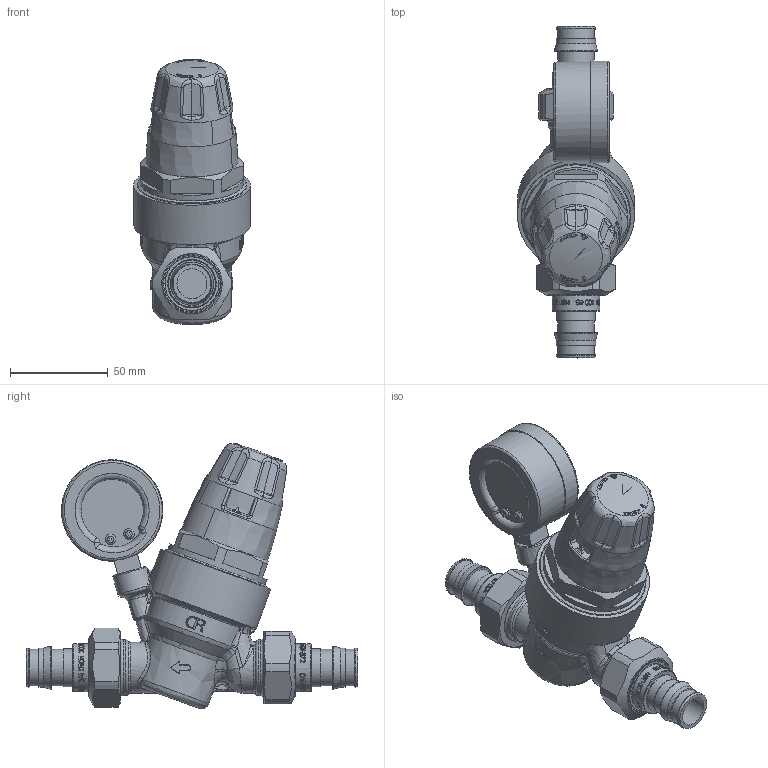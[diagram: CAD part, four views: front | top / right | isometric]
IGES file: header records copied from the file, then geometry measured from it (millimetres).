
Global section: file name: 535551HA_Simplify_1; native system: Autodesk Inventor 2025; preprocessor: unknown; author: ischreiner; date: 20250819.091745; units: inch
Bounding box: 59.91 x 169.96 x 135.81 mm (x, y, z)
Volume: 341584.9 mm3; surface area: 62070.7 mm2
Topology: 6 solids, 6 shells, 1870 faces, 4983 edges, 3217 vertices
Faces by surface type: bspline 1870
